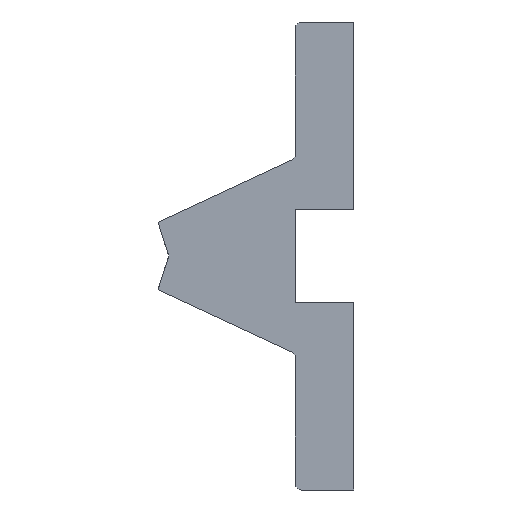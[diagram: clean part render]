
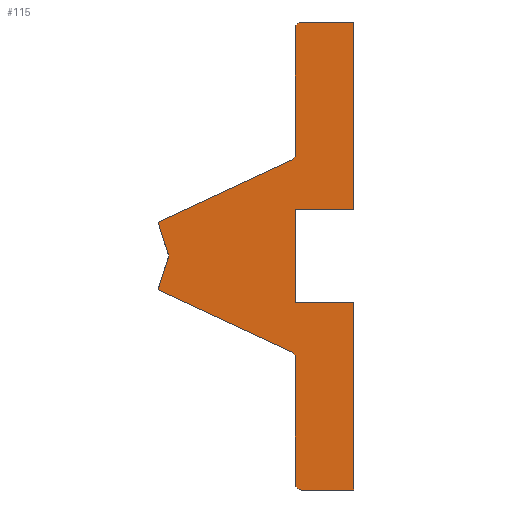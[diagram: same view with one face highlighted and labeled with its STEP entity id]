
A CAD part, left-side view. The second image highlights one B-rep face of the part: STEP entity #115.
In plain terms, the highlighted planar face has unit normal (-1, 0, 0).
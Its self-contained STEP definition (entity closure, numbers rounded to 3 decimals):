
#115 = ADVANCED_FACE( '', ( #274 ), #275, .F. );
#274 = FACE_OUTER_BOUND( '', #474, .T. );
#275 = PLANE( '', #475 );
#474 = EDGE_LOOP( '', ( #774, #775, #776, #777, #778, #779, #780, #781, #782, #783, #784, #785, #786, #787, #788, #789, #790 ) );
#475 = AXIS2_PLACEMENT_3D( '', #791, #792, #793 );
#774 = ORIENTED_EDGE( '', *, *, #1071, .F. );
#775 = ORIENTED_EDGE( '', *, *, #1064, .F. );
#776 = ORIENTED_EDGE( '', *, *, #1052, .F. );
#777 = ORIENTED_EDGE( '', *, *, #1079, .T. );
#778 = ORIENTED_EDGE( '', *, *, #1080, .F. );
#779 = ORIENTED_EDGE( '', *, *, #1081, .F. );
#780 = ORIENTED_EDGE( '', *, *, #999, .F. );
#781 = ORIENTED_EDGE( '', *, *, #1082, .F. );
#782 = ORIENTED_EDGE( '', *, *, #1083, .T. );
#783 = ORIENTED_EDGE( '', *, *, #986, .F. );
#784 = ORIENTED_EDGE( '', *, *, #1084, .F. );
#785 = ORIENTED_EDGE( '', *, *, #1042, .F. );
#786 = ORIENTED_EDGE( '', *, *, #1085, .F. );
#787 = ORIENTED_EDGE( '', *, *, #1060, .F. );
#788 = ORIENTED_EDGE( '', *, *, #1086, .F. );
#789 = ORIENTED_EDGE( '', *, *, #1087, .F. );
#790 = ORIENTED_EDGE( '', *, *, #1088, .F. );
#791 = CARTESIAN_POINT( '', ( 0., 4.5, -19.5 ) );
#792 = DIRECTION( '', ( 1., 0., 0. ) );
#793 = DIRECTION( '', ( 0., 0., -1. ) );
#986 = EDGE_CURVE( '', #1159, #1160, #1161, .T. );
#999 = EDGE_CURVE( '', #1182, #1184, #1185, .T. );
#1042 = EDGE_CURVE( '', #1259, #1260, #1261, .T. );
#1052 = EDGE_CURVE( '', #1275, #1276, #1277, .T. );
#1060 = EDGE_CURVE( '', #1287, #1288, #1289, .T. );
#1064 = EDGE_CURVE( '', #1276, #1293, #1294, .T. );
#1071 = EDGE_CURVE( '', #1293, #1303, #1304, .T. );
#1079 = EDGE_CURVE( '', #1275, #1314, #1315, .T. );
#1080 = EDGE_CURVE( '', #1316, #1314, #1317, .T. );
#1081 = EDGE_CURVE( '', #1184, #1316, #1318, .T. );
#1082 = EDGE_CURVE( '', #1319, #1182, #1320, .T. );
#1083 = EDGE_CURVE( '', #1319, #1160, #1321, .T. );
#1084 = EDGE_CURVE( '', #1260, #1159, #1322, .T. );
#1085 = EDGE_CURVE( '', #1288, #1259, #1323, .T. );
#1086 = EDGE_CURVE( '', #1324, #1287, #1325, .T. );
#1087 = EDGE_CURVE( '', #1326, #1324, #1327, .T. );
#1088 = EDGE_CURVE( '', #1303, #1326, #1328, .T. );
#1159 = VERTEX_POINT( '', #1407 );
#1160 = VERTEX_POINT( '', #1408 );
#1161 = LINE( '', #1409, #1410 );
#1182 = VERTEX_POINT( '', #1436 );
#1184 = VERTEX_POINT( '', #1439 );
#1185 = LINE( '', #1440, #1441 );
#1259 = VERTEX_POINT( '', #1534 );
#1260 = VERTEX_POINT( '', #1535 );
#1261 = LINE( '', #1536, #1537 );
#1275 = VERTEX_POINT( '', #1553 );
#1276 = VERTEX_POINT( '', #1554 );
#1277 = LINE( '', #1555, #1556 );
#1287 = VERTEX_POINT( '', #1568 );
#1288 = VERTEX_POINT( '', #1569 );
#1289 = LINE( '', #1570, #1571 );
#1293 = VERTEX_POINT( '', #1577 );
#1294 = CIRCLE( '', #1578, 0.5 );
#1303 = VERTEX_POINT( '', #1588 );
#1304 = LINE( '', #1589, #1590 );
#1314 = VERTEX_POINT( '', #1601 );
#1315 = CIRCLE( '', #1602, 0.5 );
#1316 = VERTEX_POINT( '', #1603 );
#1317 = LINE( '', #1604, #1605 );
#1318 = LINE( '', #1606, #1607 );
#1319 = VERTEX_POINT( '', #1608 );
#1320 = LINE( '', #1609, #1610 );
#1321 = CIRCLE( '', #1611, 0.5 );
#1322 = CIRCLE( '', #1612, 0.5 );
#1323 = LINE( '', #1613, #1614 );
#1324 = VERTEX_POINT( '', #1615 );
#1325 = LINE( '', #1616, #1617 );
#1326 = VERTEX_POINT( '', #1618 );
#1327 = LINE( '', #1619, #1620 );
#1328 = LINE( '', #1621, #1622 );
#1407 = CARTESIAN_POINT( '', ( 0., 5., -19.5 ) );
#1408 = CARTESIAN_POINT( '', ( 0., 5., -8.696 ) );
#1409 = CARTESIAN_POINT( '', ( 0., 5., -19.5 ) );
#1410 = VECTOR( '', #1715, 1000. );
#1436 = CARTESIAN_POINT( '', ( 0., 16.747, -2.9 ) );
#1439 = CARTESIAN_POINT( '', ( 0., 15.833, 0. ) );
#1440 = CARTESIAN_POINT( '', ( 0., 16.747, -2.9 ) );
#1441 = VECTOR( '', #1734, 1000. );
#1534 = CARTESIAN_POINT( '', ( 0., 0., -20. ) );
#1535 = CARTESIAN_POINT( '', ( 0., 4.5, -20. ) );
#1536 = CARTESIAN_POINT( '', ( 0., 0., -20. ) );
#1537 = VECTOR( '', #1805, 1000. );
#1553 = CARTESIAN_POINT( '', ( 0., 5., 8.696 ) );
#1554 = CARTESIAN_POINT( '', ( 0., 5., 19.5 ) );
#1555 = CARTESIAN_POINT( '', ( 0., 5., 8.696 ) );
#1556 = VECTOR( '', #1823, 1000. );
#1568 = CARTESIAN_POINT( '', ( 0., 5., -4. ) );
#1569 = CARTESIAN_POINT( '', ( 0., 0., -4. ) );
#1570 = CARTESIAN_POINT( '', ( 0., 5., -4. ) );
#1571 = VECTOR( '', #1835, 1000. );
#1577 = CARTESIAN_POINT( '', ( 0., 4.5, 20. ) );
#1578 = AXIS2_PLACEMENT_3D( '', #1838, #1839, #1840 );
#1588 = CARTESIAN_POINT( '', ( 0., 0., 20. ) );
#1589 = CARTESIAN_POINT( '', ( 0., 4.5, 20. ) );
#1590 = VECTOR( '', #1848, 1000. );
#1601 = CARTESIAN_POINT( '', ( 0., 5.289, 8.243 ) );
#1602 = AXIS2_PLACEMENT_3D( '', #1859, #1860, #1861 );
#1603 = CARTESIAN_POINT( '', ( 0., 16.747, 2.9 ) );
#1604 = CARTESIAN_POINT( '', ( 0., 16.747, 2.9 ) );
#1605 = VECTOR( '', #1862, 1000. );
#1606 = CARTESIAN_POINT( '', ( 0., 15.833, 0. ) );
#1607 = VECTOR( '', #1863, 1000. );
#1608 = CARTESIAN_POINT( '', ( 0., 5.289, -8.243 ) );
#1609 = CARTESIAN_POINT( '', ( 0., 5.289, -8.243 ) );
#1610 = VECTOR( '', #1864, 1000. );
#1611 = AXIS2_PLACEMENT_3D( '', #1865, #1866, #1867 );
#1612 = AXIS2_PLACEMENT_3D( '', #1868, #1869, #1870 );
#1613 = CARTESIAN_POINT( '', ( 0., 0., -4. ) );
#1614 = VECTOR( '', #1871, 1000. );
#1615 = CARTESIAN_POINT( '', ( 0., 5., 4. ) );
#1616 = CARTESIAN_POINT( '', ( 0., 5., 4. ) );
#1617 = VECTOR( '', #1872, 1000. );
#1618 = CARTESIAN_POINT( '', ( 0., 0., 4. ) );
#1619 = CARTESIAN_POINT( '', ( 0., 0., 4. ) );
#1620 = VECTOR( '', #1873, 1000. );
#1621 = CARTESIAN_POINT( '', ( 0., 0., 20. ) );
#1622 = VECTOR( '', #1874, 1000. );
#1715 = DIRECTION( '', ( 0., 0., 1. ) );
#1734 = DIRECTION( '', ( 0., -0.301, 0.954 ) );
#1805 = DIRECTION( '', ( 0., 1., 0. ) );
#1823 = DIRECTION( '', ( 0., 0., 1. ) );
#1835 = DIRECTION( '', ( 0., -1., 0. ) );
#1838 = CARTESIAN_POINT( '', ( 0., 4.5, 19.5 ) );
#1839 = DIRECTION( '', ( 1., 0., 0. ) );
#1840 = DIRECTION( '', ( 0., 0., -1. ) );
#1848 = DIRECTION( '', ( 0., -1., 0. ) );
#1859 = CARTESIAN_POINT( '', ( 0., 5.5, 8.696 ) );
#1860 = DIRECTION( '', ( 1., 0., 0. ) );
#1861 = DIRECTION( '', ( 0., 0., -1. ) );
#1862 = DIRECTION( '', ( 0., -0.906, 0.423 ) );
#1863 = DIRECTION( '', ( 0., 0.301, 0.954 ) );
#1864 = DIRECTION( '', ( 0., 0.906, 0.423 ) );
#1865 = CARTESIAN_POINT( '', ( 0., 5.5, -8.696 ) );
#1866 = DIRECTION( '', ( 1., 0., 0. ) );
#1867 = DIRECTION( '', ( 0., 0., -1. ) );
#1868 = CARTESIAN_POINT( '', ( 0., 4.5, -19.5 ) );
#1869 = DIRECTION( '', ( 1., 0., 0. ) );
#1870 = DIRECTION( '', ( 0., 0., -1. ) );
#1871 = DIRECTION( '', ( 0., 0., -1. ) );
#1872 = DIRECTION( '', ( 0., 0., -1. ) );
#1873 = DIRECTION( '', ( 0., 1., 0. ) );
#1874 = DIRECTION( '', ( 0., 0., -1. ) );
